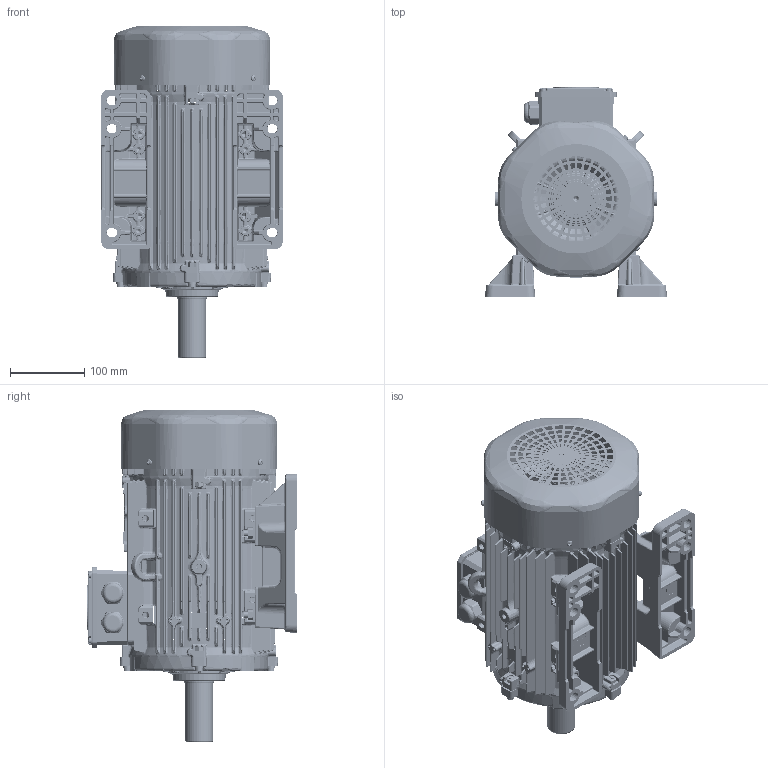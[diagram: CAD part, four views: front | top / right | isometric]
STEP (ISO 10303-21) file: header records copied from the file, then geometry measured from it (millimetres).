
FILE_DESCRIPTION(/* description */ (''),/* implementation_level */ '2;1');
FILE_NAME(/* name */ '6521254xx_AA.stp',/* time_stamp */ '2017-11-09T11:23:18+03:00',/* author */ (''),/* organization */ (''),/* preprocessor_version */ 'ST-DEVELOPER v15',/* originating_system */ 'SIEMENS PLM Software NX 9.0',/* authorisation */ '');
FILE_SCHEMA (('AUTOMOTIVE_DESIGN { 1 0 10303 214 3 1 1 1 }'));
Products named in the file (1): Ar311510F80553gq
Bounding box: 244.67 x 282.97 x 447.4 mm (x, y, z)
Surface area: 1026526.8 mm2 (no closed solid volume)
Topology: 0 solids, 132 shells, 11206 faces, 28864 edges, 17048 vertices
Faces by surface type: cylinder 3389, bspline 3379, plane 2365, sphere 888, torus 551, cone 549, extrusion 85
Full cylindrical faces by diameter (mm): 3.5 x1, 4 x2, 4.722 x2, 5 x2, 6 x7, 6.647 x3, 8 x9, 10 x8, 10.3 x1, 13 x1, 29 x1, 29.2 x1, 30 x1, 37.4 x1, 38 x1, 40 x1, 57.4 x1, 58.667 x1, 61 x1
Entity records: 415481 total; most frequent: CARTESIAN_POINT 168975, ORIENTED_EDGE 51464, DIRECTION 48734, EDGE_CURVE 28030, AXIS2_PLACEMENT_3D 19780, VERTEX_POINT 16963, EDGE_LOOP 11722, ADVANCED_FACE 11199
